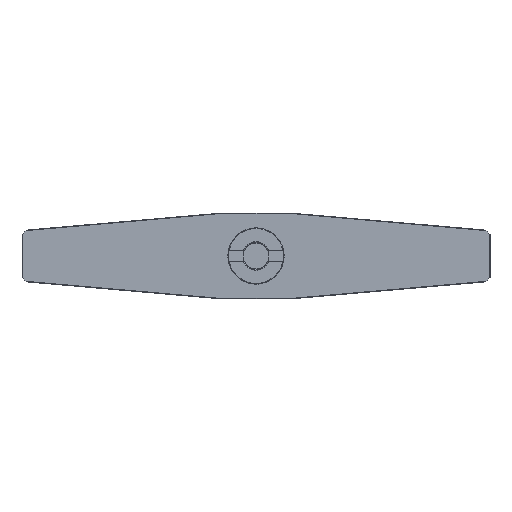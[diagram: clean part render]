
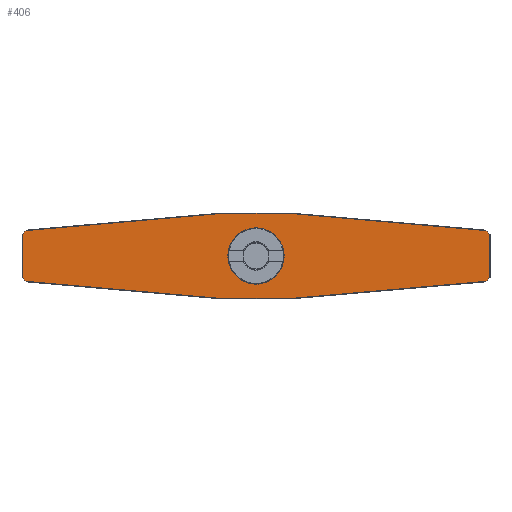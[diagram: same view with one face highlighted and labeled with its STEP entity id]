
A CAD part, top view. The second image highlights one B-rep face of the part: STEP entity #406.
In plain terms, the highlighted planar face has unit normal (0, 0, 1).
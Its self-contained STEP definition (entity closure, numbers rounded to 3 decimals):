
#79=PLANE('',#3357);
#406=ADVANCED_FACE('',(#568,#569),#79,.T.);
#568=FACE_BOUND('',#629,.T.);
#569=FACE_BOUND('',#630,.T.);
#629=EDGE_LOOP('',(#1701,#1702,#1703,#1704,#1705,#1706,#1707,#1708,#1709,
#1710,#1711,#1712));
#630=EDGE_LOOP('',(#1713));
#914=LINE('',#4770,#1275);
#915=LINE('',#4773,#1276);
#916=LINE('',#4775,#1277);
#917=LINE('',#4777,#1278);
#918=LINE('',#4779,#1279);
#919=LINE('',#4781,#1280);
#920=LINE('',#4783,#1281);
#921=LINE('',#4785,#1282);
#922=LINE('',#4787,#1283);
#923=LINE('',#4789,#1284);
#924=LINE('',#4791,#1285);
#925=LINE('',#4793,#1286);
#1275=VECTOR('',#3799,1.);
#1276=VECTOR('',#3800,1.);
#1277=VECTOR('',#3801,1.);
#1278=VECTOR('',#3802,1.);
#1279=VECTOR('',#3803,1.);
#1280=VECTOR('',#3804,1.);
#1281=VECTOR('',#3805,1.);
#1282=VECTOR('',#3806,1.);
#1283=VECTOR('',#3807,1.);
#1284=VECTOR('',#3808,1.);
#1285=VECTOR('',#3809,1.);
#1286=VECTOR('',#3810,1.);
#1701=ORIENTED_EDGE('',*,*,#2896,.T.);
#1702=ORIENTED_EDGE('',*,*,#2897,.T.);
#1703=ORIENTED_EDGE('',*,*,#2898,.T.);
#1704=ORIENTED_EDGE('',*,*,#2899,.T.);
#1705=ORIENTED_EDGE('',*,*,#2900,.T.);
#1706=ORIENTED_EDGE('',*,*,#2901,.T.);
#1707=ORIENTED_EDGE('',*,*,#2902,.T.);
#1708=ORIENTED_EDGE('',*,*,#2903,.T.);
#1709=ORIENTED_EDGE('',*,*,#2904,.T.);
#1710=ORIENTED_EDGE('',*,*,#2905,.T.);
#1711=ORIENTED_EDGE('',*,*,#2906,.T.);
#1712=ORIENTED_EDGE('',*,*,#2907,.T.);
#1713=ORIENTED_EDGE('',*,*,#2764,.T.);
#2455=VERTEX_POINT('',#4501);
#2564=VERTEX_POINT('',#4771);
#2565=VERTEX_POINT('',#4772);
#2566=VERTEX_POINT('',#4774);
#2567=VERTEX_POINT('',#4776);
#2568=VERTEX_POINT('',#4778);
#2569=VERTEX_POINT('',#4780);
#2570=VERTEX_POINT('',#4782);
#2571=VERTEX_POINT('',#4784);
#2572=VERTEX_POINT('',#4786);
#2573=VERTEX_POINT('',#4788);
#2574=VERTEX_POINT('',#4790);
#2575=VERTEX_POINT('',#4792);
#2764=EDGE_CURVE('',#2455,#2455,#3226,.T.);
#2896=EDGE_CURVE('',#2564,#2565,#914,.T.);
#2897=EDGE_CURVE('',#2565,#2566,#915,.T.);
#2898=EDGE_CURVE('',#2566,#2567,#916,.T.);
#2899=EDGE_CURVE('',#2567,#2568,#917,.T.);
#2900=EDGE_CURVE('',#2568,#2569,#918,.T.);
#2901=EDGE_CURVE('',#2569,#2570,#919,.T.);
#2902=EDGE_CURVE('',#2570,#2571,#920,.T.);
#2903=EDGE_CURVE('',#2571,#2572,#921,.T.);
#2904=EDGE_CURVE('',#2572,#2573,#922,.T.);
#2905=EDGE_CURVE('',#2573,#2574,#923,.T.);
#2906=EDGE_CURVE('',#2574,#2575,#924,.T.);
#2907=EDGE_CURVE('',#2575,#2564,#925,.T.);
#3226=CIRCLE('',#3315,65.577);
#3315=AXIS2_PLACEMENT_3D('',#4500,#3596,#3597);
#3357=AXIS2_PLACEMENT_3D('',#4794,#3811,#3812);
#3596=DIRECTION('',(0.,0.,-1.));
#3597=DIRECTION('',(-1.,0.,0.));
#3799=DIRECTION('',(1.,0.,0.));
#3800=DIRECTION('',(0.996,0.087,0.));
#3801=DIRECTION('',(0.707,0.707,0.));
#3802=DIRECTION('',(0.,1.,0.));
#3803=DIRECTION('',(-0.707,0.707,0.));
#3804=DIRECTION('',(-0.996,0.087,0.));
#3805=DIRECTION('',(-1.,0.,0.));
#3806=DIRECTION('',(-0.996,-0.087,0.));
#3807=DIRECTION('',(-0.707,-0.707,0.));
#3808=DIRECTION('',(0.,-1.,0.));
#3809=DIRECTION('',(0.707,-0.707,0.));
#3810=DIRECTION('',(0.996,-0.087,0.));
#3811=DIRECTION('',(0.,0.,1.));
#3812=DIRECTION('',(1.,0.,0.));
#4500=CARTESIAN_POINT('',(0.,0.,-0.6));
#4501=CARTESIAN_POINT('',(-65.577,0.,-0.6));
#4770=CARTESIAN_POINT('',(-79.956,-99.,-0.6));
#4771=CARTESIAN_POINT('',(-79.956,-99.,-0.6));
#4772=CARTESIAN_POINT('',(79.956,-99.,-0.6));
#4773=CARTESIAN_POINT('',(79.956,-99.,-0.6));
#4774=CARTESIAN_POINT('',(535.141,-59.176,-0.6));
#4775=CARTESIAN_POINT('',(535.141,-59.176,-0.6));
#4776=CARTESIAN_POINT('',(544.,-50.318,-0.6));
#4777=CARTESIAN_POINT('',(544.,-50.318,-0.6));
#4778=CARTESIAN_POINT('',(544.,50.318,-0.6));
#4779=CARTESIAN_POINT('',(544.,50.318,-0.6));
#4780=CARTESIAN_POINT('',(535.141,59.176,-0.6));
#4781=CARTESIAN_POINT('',(535.141,59.176,-0.6));
#4782=CARTESIAN_POINT('',(79.956,99.,-0.6));
#4783=CARTESIAN_POINT('',(79.956,99.,-0.6));
#4784=CARTESIAN_POINT('',(-79.956,99.,-0.6));
#4785=CARTESIAN_POINT('',(-79.956,99.,-0.6));
#4786=CARTESIAN_POINT('',(-535.141,59.176,-0.6));
#4787=CARTESIAN_POINT('',(-535.141,59.176,-0.6));
#4788=CARTESIAN_POINT('',(-544.,50.318,-0.6));
#4789=CARTESIAN_POINT('',(-544.,50.318,-0.6));
#4790=CARTESIAN_POINT('',(-544.,-50.318,-0.6));
#4791=CARTESIAN_POINT('',(-544.,-50.318,-0.6));
#4792=CARTESIAN_POINT('',(-535.141,-59.176,-0.6));
#4793=CARTESIAN_POINT('',(-535.141,-59.176,-0.6));
#4794=CARTESIAN_POINT('',(0.,0.,-0.6));
